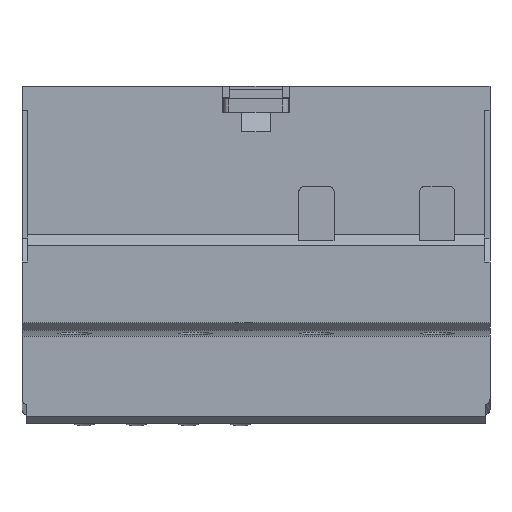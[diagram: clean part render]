
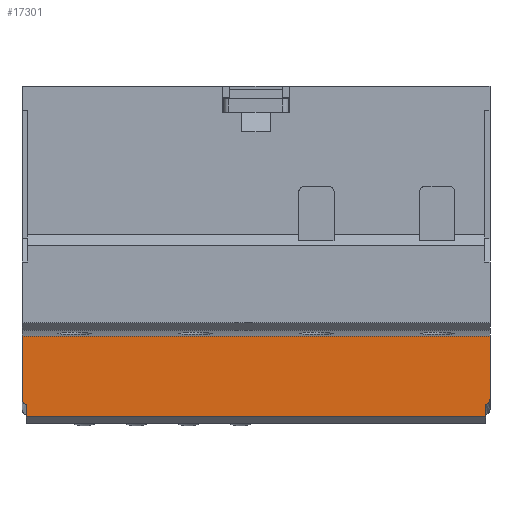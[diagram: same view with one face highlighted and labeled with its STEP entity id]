
A CAD part, front view. The second image highlights one B-rep face of the part: STEP entity #17301.
In plain terms, the highlighted planar face has unit normal (0, -1, 0).
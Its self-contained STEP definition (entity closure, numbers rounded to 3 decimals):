
#254 = LINE ( 'NONE', #7039, #13606 ) ;
#394 = EDGE_CURVE ( 'NONE', #15958, #10803, #6682, .T. ) ;
#745 = LINE ( 'NONE', #2165, #2495 ) ;
#1076 = DIRECTION ( 'NONE',  ( 0., 0., 1. ) ) ;
#1078 = ORIENTED_EDGE ( 'NONE', *, *, #17326, .T. ) ;
#1129 = ORIENTED_EDGE ( 'NONE', *, *, #14523, .F. ) ;
#1515 = VERTEX_POINT ( 'NONE', #3694 ) ;
#2165 = CARTESIAN_POINT ( 'NONE',  ( 44.05, 20.8, -63.4 ) ) ;
#2495 = VECTOR ( 'NONE', #3329, 1000. ) ;
#2594 = EDGE_CURVE ( 'NONE', #13635, #1515, #12914, .T. ) ;
#2822 = CARTESIAN_POINT ( 'NONE',  ( 44.699, 20.8, -60.552 ) ) ;
#2915 = CARTESIAN_POINT ( 'NONE',  ( 44.831, 20.8, -60.231 ) ) ;
#3078 = EDGE_LOOP ( 'NONE', ( #3788, #1078, #3457, #16940, #14833, #7538, #10936, #1129 ) ) ;
#3079 = VERTEX_POINT ( 'NONE', #17185 ) ;
#3113 = DIRECTION ( 'NONE',  ( -1., 0., 0. ) ) ;
#3114 = CARTESIAN_POINT ( 'NONE',  ( -44.05, 20.8, -63.4 ) ) ;
#3169 = LINE ( 'NONE', #7438, #15954 ) ;
#3329 = DIRECTION ( 'NONE',  ( 0., 0., -1. ) ) ;
#3457 = ORIENTED_EDGE ( 'NONE', *, *, #6252, .F. ) ;
#3652 = LINE ( 'NONE', #9095, #8121 ) ;
#3694 = CARTESIAN_POINT ( 'NONE',  ( -44.85, 20.8, -60.001 ) ) ;
#3748 = DIRECTION ( 'NONE',  ( 0., 1., 0. ) ) ;
#3788 = ORIENTED_EDGE ( 'NONE', *, *, #7692, .F. ) ;
#4192 = VERTEX_POINT ( 'NONE', #6083 ) ;
#4440 = VERTEX_POINT ( 'NONE', #12861 ) ;
#5143 = CARTESIAN_POINT ( 'NONE',  ( -44.85, 20.8, -47.9 ) ) ;
#5259 = CARTESIAN_POINT ( 'NONE',  ( 44.85, 20.8, -63.4 ) ) ;
#5341 = DIRECTION ( 'NONE',  ( 0., 0., 1. ) ) ;
#5882 = CARTESIAN_POINT ( 'NONE',  ( -44.772, 20.8, -60.461 ) ) ;
#6013 = DIRECTION ( 'NONE',  ( 0., 0., -1. ) ) ;
#6083 = CARTESIAN_POINT ( 'NONE',  ( 44.85, 20.8, -60.001 ) ) ;
#6252 = EDGE_CURVE ( 'NONE', #11286, #4192, #3652, .T. ) ;
#6676 = DIRECTION ( 'NONE',  ( 0., 0., -1. ) ) ;
#6682 = LINE ( 'NONE', #17595, #13322 ) ;
#7039 = CARTESIAN_POINT ( 'NONE',  ( 44.85, 20.8, -63.4 ) ) ;
#7107 = FACE_OUTER_BOUND ( 'NONE', #3078, .T. ) ;
#7438 = CARTESIAN_POINT ( 'NONE',  ( 44.85, 20.8, -47.9 ) ) ;
#7538 = ORIENTED_EDGE ( 'NONE', *, *, #11947, .T. ) ;
#7692 = EDGE_CURVE ( 'NONE', #4440, #3079, #745, .T. ) ;
#7949 = CARTESIAN_POINT ( 'NONE',  ( 44.278, 20.8, -60.953 ) ) ;
#8121 = VECTOR ( 'NONE', #6676, 1000. ) ;
#8363 = B_SPLINE_CURVE_WITH_KNOTS ( 'NONE', 3,
 ( #10977, #16445, #5882, #15283, #11344, #15013 ),
 .UNSPECIFIED., .F., .F.,
 ( 4, 2, 4 ),
 ( 0., 0.001, 0.001 ),
 .UNSPECIFIED. ) ;
#8371 = CARTESIAN_POINT ( 'NONE',  ( 44.85, 20.8, -60.118 ) ) ;
#9095 = CARTESIAN_POINT ( 'NONE',  ( 44.85, 20.8, -63.4 ) ) ;
#9638 = EDGE_CURVE ( 'NONE', #11286, #13635, #3169, .T. ) ;
#9694 = CARTESIAN_POINT ( 'NONE',  ( 44.05, 20.8, -61. ) ) ;
#10803 = VERTEX_POINT ( 'NONE', #17020 ) ;
#10936 = ORIENTED_EDGE ( 'NONE', *, *, #394, .F. ) ;
#10977 = CARTESIAN_POINT ( 'NONE',  ( -44.85, 20.8, -60.001 ) ) ;
#11286 = VERTEX_POINT ( 'NONE', #15365 ) ;
#11344 = CARTESIAN_POINT ( 'NONE',  ( -44.278, 20.8, -60.953 ) ) ;
#11947 = EDGE_CURVE ( 'NONE', #1515, #10803, #8363, .T. ) ;
#12388 = PLANE ( 'NONE',  #14040 ) ;
#12861 = CARTESIAN_POINT ( 'NONE',  ( 44.05, 20.8, -61. ) ) ;
#12914 = LINE ( 'NONE', #16845, #14325 ) ;
#13130 = B_SPLINE_CURVE_WITH_KNOTS ( 'NONE', 3,
 ( #9694, #7949, #15071, #2822, #15160, #2915, #8371, #13827 ),
 .UNSPECIFIED., .F., .F.,
 ( 4, 2, 2, 4 ),
 ( 0., 0.001, 0.001, 0.001 ),
 .UNSPECIFIED. ) ;
#13322 = VECTOR ( 'NONE', #5341, 1000. ) ;
#13606 = VECTOR ( 'NONE', #3113, 1000. ) ;
#13635 = VERTEX_POINT ( 'NONE', #5143 ) ;
#13827 = CARTESIAN_POINT ( 'NONE',  ( 44.85, 20.8, -60.001 ) ) ;
#14040 = AXIS2_PLACEMENT_3D ( 'NONE', #5259, #3748, #1076 ) ;
#14325 = VECTOR ( 'NONE', #6013, 1000. ) ;
#14523 = EDGE_CURVE ( 'NONE', #3079, #15958, #254, .T. ) ;
#14833 = ORIENTED_EDGE ( 'NONE', *, *, #2594, .T. ) ;
#15013 = CARTESIAN_POINT ( 'NONE',  ( -44.05, 20.8, -61. ) ) ;
#15071 = CARTESIAN_POINT ( 'NONE',  ( 44.483, 20.8, -60.824 ) ) ;
#15160 = CARTESIAN_POINT ( 'NONE',  ( 44.755, 20.8, -60.45 ) ) ;
#15283 = CARTESIAN_POINT ( 'NONE',  ( -44.482, 20.8, -60.825 ) ) ;
#15365 = CARTESIAN_POINT ( 'NONE',  ( 44.85, 20.8, -47.9 ) ) ;
#15954 = VECTOR ( 'NONE', #16842, 1000. ) ;
#15958 = VERTEX_POINT ( 'NONE', #3114 ) ;
#16445 = CARTESIAN_POINT ( 'NONE',  ( -44.85, 20.8, -60.234 ) ) ;
#16842 = DIRECTION ( 'NONE',  ( -1., 0., 0. ) ) ;
#16845 = CARTESIAN_POINT ( 'NONE',  ( -44.85, 20.8, -63.4 ) ) ;
#16940 = ORIENTED_EDGE ( 'NONE', *, *, #9638, .T. ) ;
#17020 = CARTESIAN_POINT ( 'NONE',  ( -44.05, 20.8, -61. ) ) ;
#17185 = CARTESIAN_POINT ( 'NONE',  ( 44.05, 20.8, -63.4 ) ) ;
#17301 = ADVANCED_FACE ( 'NONE', ( #7107 ), #12388, .F. ) ;
#17326 = EDGE_CURVE ( 'NONE', #4440, #4192, #13130, .T. ) ;
#17595 = CARTESIAN_POINT ( 'NONE',  ( -44.05, 20.8, -63.4 ) ) ;
